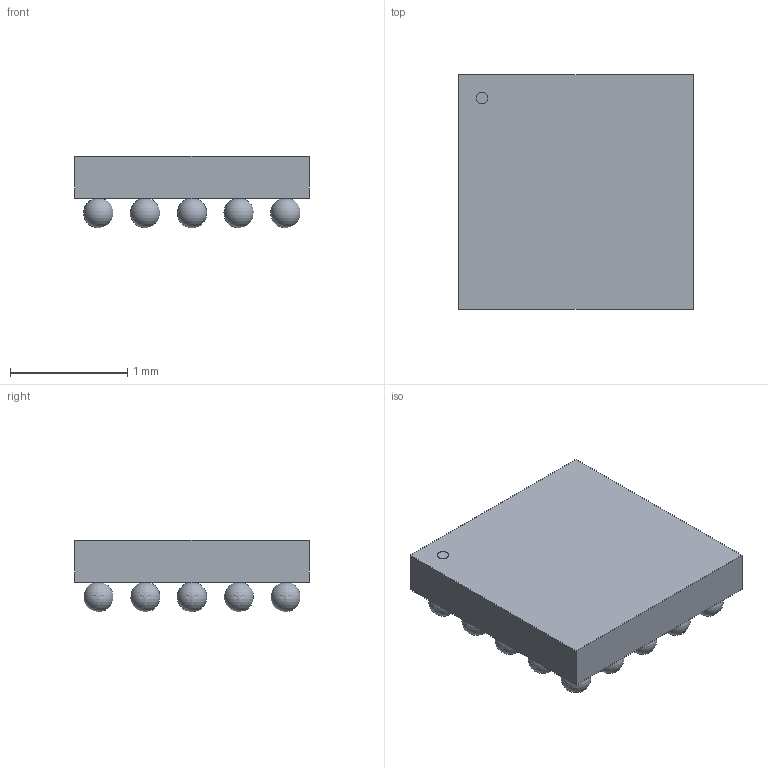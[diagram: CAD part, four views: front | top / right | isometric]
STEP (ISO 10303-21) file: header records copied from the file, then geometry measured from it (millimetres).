
FILE_DESCRIPTION(('STEP AP214'),'1');
FILE_NAME('TMD25AAA','2021-03-26T14:31:28',(''),(''),'','','');
FILE_SCHEMA(('AUTOMOTIVE_DESIGN'));
Length unit declared in the file: millimetre
Products named in the file (1): product
Bounding box: 2.01 x 2.01 x 0.61 mm (x, y, z)
Volume: 1.7 mm3; surface area: 16 mm2
Topology: 27 solids, 27 shells, 34 faces, 90 edges, 60 vertices
Faces by surface type: sphere 25, plane 8, cylinder 1
Full cylindrical faces by diameter (mm): 0.1 x1
Entity records: 481 total; most frequent: DIRECTION 88, CARTESIAN_POINT 48, AXIS2_PLACEMENT_3D 38, STYLED_ITEM 34, ADVANCED_FACE 34, ORIENTED_EDGE 28, MANIFOLD_SOLID_BREP 27, CLOSED_SHELL 27
